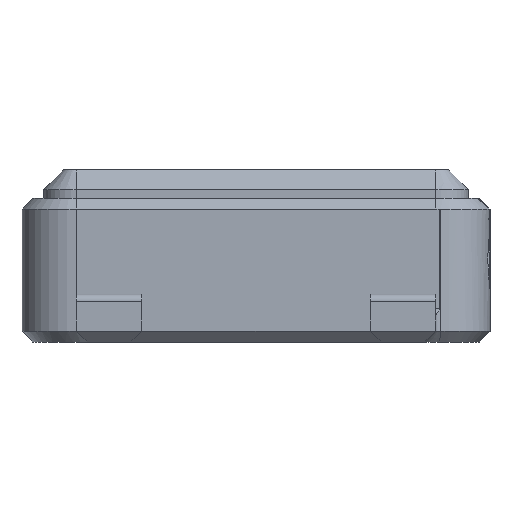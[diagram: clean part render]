
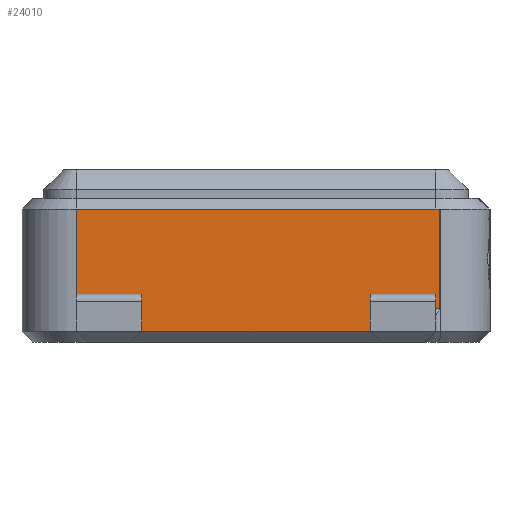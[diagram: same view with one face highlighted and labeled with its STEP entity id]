
A CAD part, front view. The second image highlights one B-rep face of the part: STEP entity #24010.
In plain terms, the highlighted planar face has unit normal (0, -1, 0).
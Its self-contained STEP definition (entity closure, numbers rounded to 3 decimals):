
#22=(
BOUNDED_CURVE()
B_SPLINE_CURVE(2,(#41538,#41539,#41540),.UNSPECIFIED.,.F.,.F.)
B_SPLINE_CURVE_WITH_KNOTS((3,3),(1.988,2.087),
 .UNSPECIFIED.)
CURVE()
GEOMETRIC_REPRESENTATION_ITEM()
RATIONAL_B_SPLINE_CURVE((2.247,2.25,2.25))
REPRESENTATION_ITEM('')
);
#3416=FACE_OUTER_BOUND('',#4736,.T.);
#4736=EDGE_LOOP('',(#21617,#21618,#21619,#21620,#21621,#21622,#21623,#21624,
#21625));
#7126=LINE('',#41107,#9667);
#7174=LINE('',#41249,#9715);
#7212=LINE('',#41447,#9753);
#7241=LINE('',#41523,#9782);
#7245=LINE('',#41534,#9786);
#7246=LINE('',#41536,#9787);
#7247=LINE('',#41542,#9788);
#7248=LINE('',#41543,#9789);
#9667=VECTOR('',#30547,10.);
#9715=VECTOR('',#30673,10.);
#9753=VECTOR('',#30785,10.);
#9782=VECTOR('',#30874,10.);
#9786=VECTOR('',#30886,10.);
#9787=VECTOR('',#30889,10.);
#9788=VECTOR('',#30890,10.);
#9789=VECTOR('',#30891,10.);
#11863=VERTEX_POINT('',#41099);
#11865=VERTEX_POINT('',#41105);
#11911=VERTEX_POINT('',#41243);
#11912=VERTEX_POINT('',#41248);
#11964=VERTEX_POINT('',#41446);
#11981=VERTEX_POINT('',#41522);
#11983=VERTEX_POINT('',#41530);
#11985=VERTEX_POINT('',#41537);
#11986=VERTEX_POINT('',#41541);
#15043=EDGE_CURVE('',#11865,#11863,#7126,.T.);
#15111=EDGE_CURVE('',#11912,#11911,#7174,.F.);
#15179=EDGE_CURVE('',#11964,#11863,#7212,.T.);
#15218=EDGE_CURVE('',#11912,#11981,#7241,.T.);
#15224=EDGE_CURVE('',#11964,#11983,#7245,.T.);
#15225=EDGE_CURVE('',#11865,#11981,#7246,.T.);
#15226=EDGE_CURVE('',#11911,#11985,#22,.T.);
#15227=EDGE_CURVE('',#11986,#11985,#7247,.T.);
#15228=EDGE_CURVE('',#11986,#11983,#7248,.T.);
#21617=ORIENTED_EDGE('',*,*,#15043,.F.);
#21618=ORIENTED_EDGE('',*,*,#15225,.T.);
#21619=ORIENTED_EDGE('',*,*,#15218,.F.);
#21620=ORIENTED_EDGE('',*,*,#15111,.T.);
#21621=ORIENTED_EDGE('',*,*,#15226,.T.);
#21622=ORIENTED_EDGE('',*,*,#15227,.F.);
#21623=ORIENTED_EDGE('',*,*,#15228,.T.);
#21624=ORIENTED_EDGE('',*,*,#15224,.F.);
#21625=ORIENTED_EDGE('',*,*,#15179,.T.);
#22815=PLANE('',#25556);
#24010=ADVANCED_FACE('',(#3416),#22815,.T.);
#25556=AXIS2_PLACEMENT_3D('',#41535,#30887,#30888);
#30547=DIRECTION('',(-1.,0.,0.));
#30673=DIRECTION('',(0.,0.,-1.));
#30785=DIRECTION('',(0.,0.,-1.));
#30874=DIRECTION('',(-1.,0.,0.));
#30886=DIRECTION('',(-1.,0.,0.));
#30887=DIRECTION('center_axis',(0.,-1.,0.));
#30888=DIRECTION('ref_axis',(-1.,0.,0.));
#30889=DIRECTION('',(0.,0.,1.));
#30890=DIRECTION('',(1.,0.,0.));
#30891=DIRECTION('',(0.,0.,-1.));
#41099=CARTESIAN_POINT('',(8.,-28.987,-2.4));
#41105=CARTESIAN_POINT('',(29.,-28.987,-2.4));
#41107=CARTESIAN_POINT('',(26.75,-28.987,-2.4));
#41243=CARTESIAN_POINT('',(35.351,-28.987,8.798));
#41248=CARTESIAN_POINT('',(35.351,-28.987,-0.3));
#41249=CARTESIAN_POINT('',(35.351,-28.987,-1.2));
#41446=CARTESIAN_POINT('',(8.,-28.987,-0.3));
#41447=CARTESIAN_POINT('',(8.,-28.987,-2.1));
#41522=CARTESIAN_POINT('',(29.,-28.987,-0.3));
#41523=CARTESIAN_POINT('',(33.5,-28.987,-0.3));
#41530=CARTESIAN_POINT('',(2.,-28.987,-0.3));
#41534=CARTESIAN_POINT('',(20.,-28.987,-0.3));
#41535=CARTESIAN_POINT('Origin',(35.,-28.987,-1.2));
#41536=CARTESIAN_POINT('',(29.,-28.987,-2.1));
#41537=CARTESIAN_POINT('',(35.,-28.987,8.81));
#41538=CARTESIAN_POINT('Ctrl Pts',(35.351,-28.987,8.798));
#41539=CARTESIAN_POINT('Ctrl Pts',(35.175,-28.987,8.81));
#41540=CARTESIAN_POINT('Ctrl Pts',(35.,-28.987,8.81));
#41541=CARTESIAN_POINT('',(2.,-28.987,8.81));
#41542=CARTESIAN_POINT('',(26.75,-28.987,8.81));
#41543=CARTESIAN_POINT('',(2.,-28.987,-1.2));
